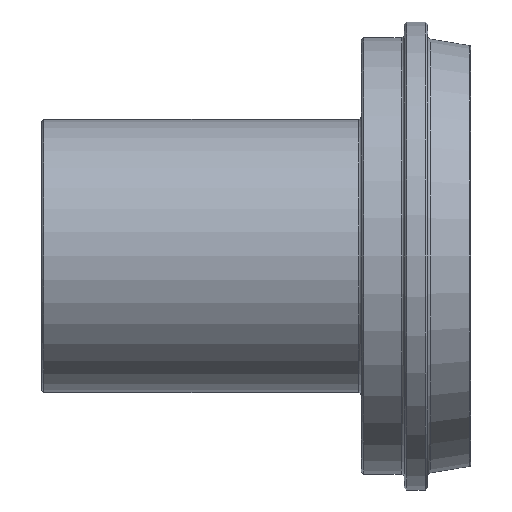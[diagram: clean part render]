
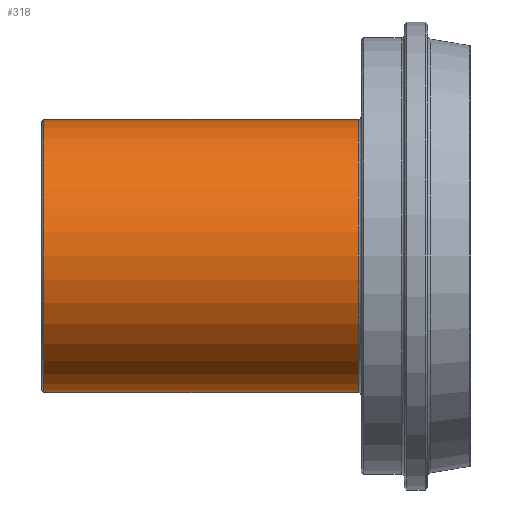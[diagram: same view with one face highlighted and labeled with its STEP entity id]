
A CAD part, front view. The second image highlights one B-rep face of the part: STEP entity #318.
In plain terms, the highlighted cylindrical face has radius 17.5 mm (diameter 35 mm), a full revolution.
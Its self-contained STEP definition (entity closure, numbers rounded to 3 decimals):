
#21=CYLINDRICAL_SURFACE('',#384,17.5);
#45=FACE_OUTER_BOUND('',#69,.T.);
#69=EDGE_LOOP('',(#260,#261,#262,#263,#264,#265));
#82=LINE('',#588,#93);
#93=VECTOR('',#484,17.5);
#121=CIRCLE('',#378,17.5);
#124=CIRCLE('',#381,17.5);
#126=CIRCLE('',#385,17.5);
#127=CIRCLE('',#386,17.5);
#152=VERTEX_POINT('',#576);
#153=VERTEX_POINT('',#577);
#156=VERTEX_POINT('',#587);
#157=VERTEX_POINT('',#589);
#189=EDGE_CURVE('',#152,#153,#121,.T.);
#192=EDGE_CURVE('',#153,#152,#124,.T.);
#194=EDGE_CURVE('',#152,#156,#82,.T.);
#195=EDGE_CURVE('',#157,#156,#126,.T.);
#196=EDGE_CURVE('',#156,#157,#127,.T.);
#260=ORIENTED_EDGE('',*,*,#189,.F.);
#261=ORIENTED_EDGE('',*,*,#194,.T.);
#262=ORIENTED_EDGE('',*,*,#195,.F.);
#263=ORIENTED_EDGE('',*,*,#196,.F.);
#264=ORIENTED_EDGE('',*,*,#194,.F.);
#265=ORIENTED_EDGE('',*,*,#192,.F.);
#318=ADVANCED_FACE('',(#45),#21,.T.);
#378=AXIS2_PLACEMENT_3D('',#578,#470,#471);
#381=AXIS2_PLACEMENT_3D('',#582,#476,#477);
#384=AXIS2_PLACEMENT_3D('',#586,#482,#483);
#385=AXIS2_PLACEMENT_3D('',#590,#485,#486);
#386=AXIS2_PLACEMENT_3D('',#591,#487,#488);
#470=DIRECTION('center_axis',(1.,0.,0.));
#471=DIRECTION('ref_axis',(0.,-1.,0.));
#476=DIRECTION('center_axis',(1.,0.,0.));
#477=DIRECTION('ref_axis',(0.,-1.,0.));
#482=DIRECTION('center_axis',(1.,0.,0.));
#483=DIRECTION('ref_axis',(0.,1.,0.));
#484=DIRECTION('',(-1.,0.,0.));
#485=DIRECTION('center_axis',(-1.,0.,0.));
#486=DIRECTION('ref_axis',(0.,-1.,0.));
#487=DIRECTION('center_axis',(-1.,0.,0.));
#488=DIRECTION('ref_axis',(0.,-1.,0.));
#576=CARTESIAN_POINT('',(-14.4,-17.5,0.));
#577=CARTESIAN_POINT('',(-14.4,0.,17.5));
#578=CARTESIAN_POINT('Origin',(-14.4,0.,0.));
#582=CARTESIAN_POINT('Origin',(-14.4,0.,0.));
#586=CARTESIAN_POINT('Origin',(-34.5,0.,0.));
#587=CARTESIAN_POINT('',(-54.7,-17.5,0.));
#588=CARTESIAN_POINT('',(-34.5,-17.5,0.));
#589=CARTESIAN_POINT('',(-54.7,17.5,0.));
#590=CARTESIAN_POINT('Origin',(-54.7,0.,0.));
#591=CARTESIAN_POINT('Origin',(-54.7,0.,0.));
